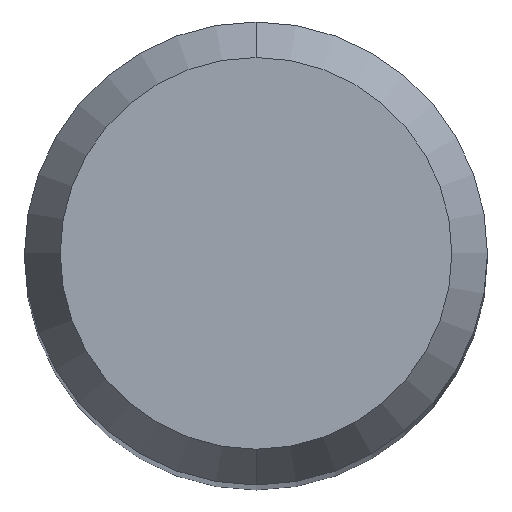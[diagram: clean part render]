
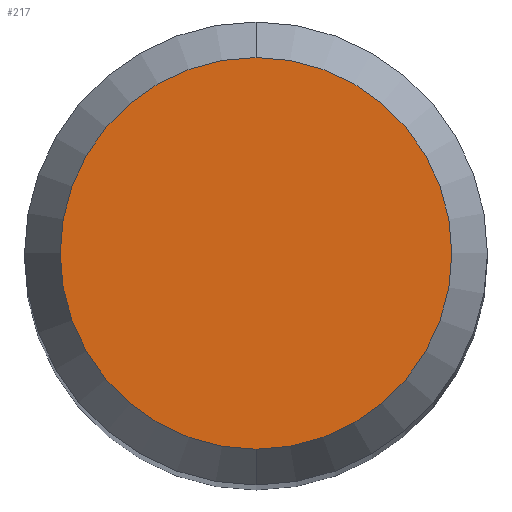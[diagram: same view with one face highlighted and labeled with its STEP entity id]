
A CAD part, top view. The second image highlights one B-rep face of the part: STEP entity #217.
In plain terms, the highlighted planar face has unit normal (0, 0, 1).
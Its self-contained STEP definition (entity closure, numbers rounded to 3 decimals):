
#197=EDGE_CURVE('',#385,#291,#489,.T.);
#217=ADVANCED_FACE('',(#511),#512,.T.);
#291=VERTEX_POINT('',#595);
#321=EDGE_CURVE('',#291,#385,#627,.T.);
#385=VERTEX_POINT('',#699);
#489=CIRCLE('',#813,2.538);
#511=FACE_OUTER_BOUND('',#854,.T.);
#512=PLANE('',#855);
#595=CARTESIAN_POINT('',(0.,-2.538,0.0));
#627=CIRCLE('',#1101,2.538);
#699=CARTESIAN_POINT('',(0.0,2.538,0.0));
#813=AXIS2_PLACEMENT_3D('',#1393,#1394,#1395);
#854=EDGE_LOOP('',(#1417,#1418));
#855=AXIS2_PLACEMENT_3D('',#1419,#1420,#1421);
#1101=AXIS2_PLACEMENT_3D('',#1536,#1537,#1538);
#1393=CARTESIAN_POINT('',(0.0,0.0,0.0));
#1394=DIRECTION('',(0.0,0.0,-1.0));
#1395=DIRECTION('',(0.0,1.0,0.0));
#1417=ORIENTED_EDGE('',*,*,#197,.F.);
#1418=ORIENTED_EDGE('',*,*,#321,.F.);
#1419=CARTESIAN_POINT('',(0.0,1.269,0.0));
#1420=DIRECTION('',(-0.0,0.0,1.0));
#1421=DIRECTION('',(0.0,-1.0,0.0));
#1536=CARTESIAN_POINT('',(0.0,0.0,0.0));
#1537=DIRECTION('',(0.0,0.0,-1.0));
#1538=DIRECTION('',(0.0,1.0,0.0));
